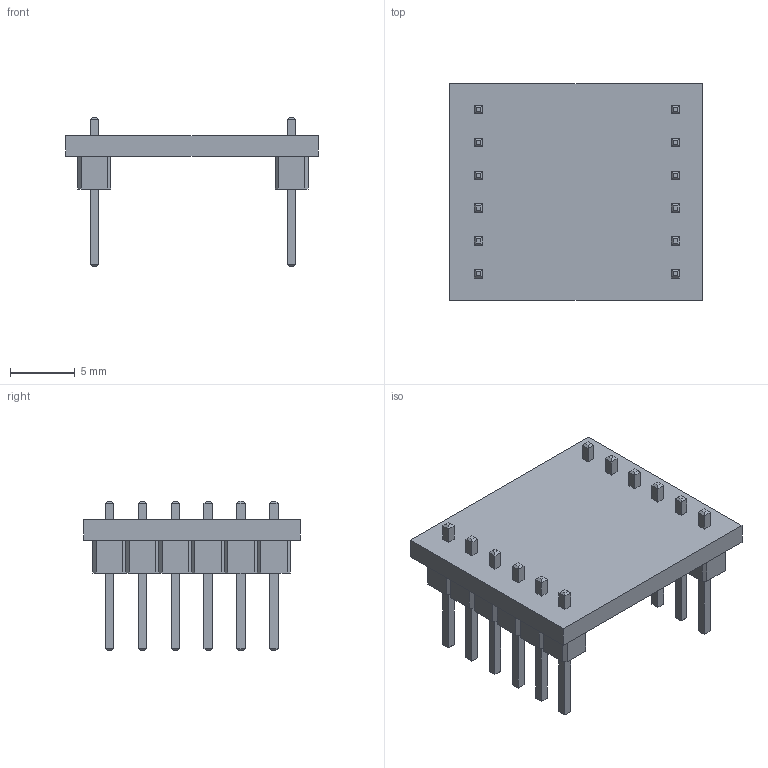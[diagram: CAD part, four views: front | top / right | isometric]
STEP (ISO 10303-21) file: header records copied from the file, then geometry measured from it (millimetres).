
FILE_DESCRIPTION(('FreeCAD Model'),'2;1');
FILE_NAME('Open CASCADE Shape Model','2022-01-21T08:47:47',( 'kicad StepUp'),('ksu MCAD'),'Open CASCADE STEP processor 7.5', 'FreeCAD','Unknown');
FILE_SCHEMA(('AUTOMOTIVE_DESIGN { 1 0 10303 214 1 1 1 1 }'));
Length unit declared in the file: millimetre
Products named in the file (1): Fusion001
Bounding box: 19.5 x 16.75 x 11.54 mm (x, y, z)
Volume: 744.5 mm3; surface area: 1177.2 mm2
Topology: 1 solids, 1 shells, 300 faces, 720 edges, 448 vertices
Faces by surface type: plane 300
Entity records: 10480 total; most frequent: CARTESIAN_POINT 1469, ORIENTED_EDGE 1440, DIRECTION 1322, EDGE_CURVE 720, LINE 720, VECTOR 720, VERTEX_POINT 448, FACE_BOUND 326
